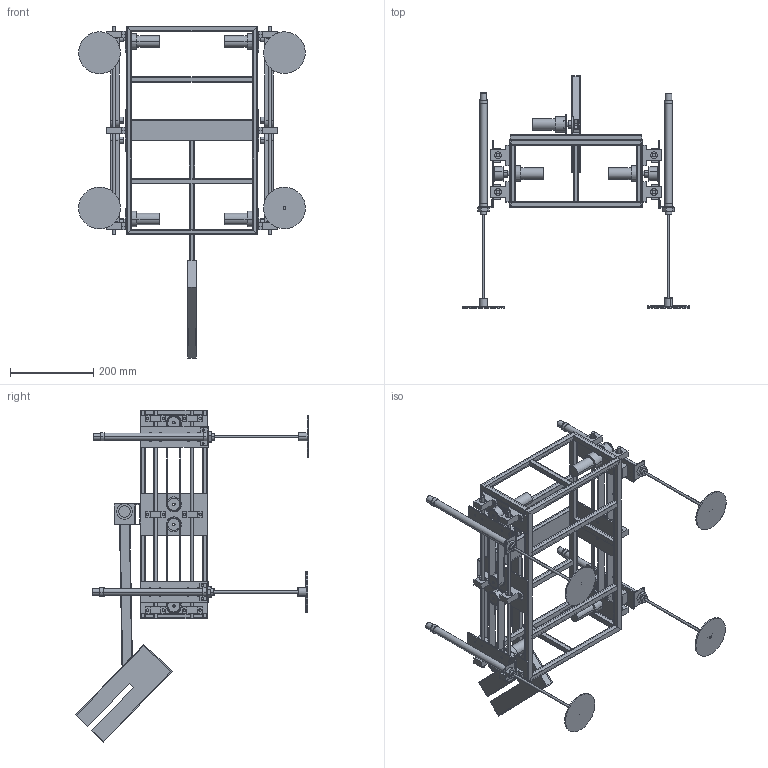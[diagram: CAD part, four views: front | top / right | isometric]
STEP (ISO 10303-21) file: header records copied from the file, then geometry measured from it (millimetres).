
FILE_DESCRIPTION (( 'STEP AP203' ), '1' );
FILE_NAME ('Assem1.STEP', '2019-02-19T13:23:05', ( '' ), ( '' ), 'SwSTEP 2.0', 'SolidWorks 2016', '' );
FILE_SCHEMA (( 'CONFIG_CONTROL_DESIGN' ));
Length unit declared in the file: millimetre
Products named in the file (28): 289 sec; 136; Assem2; motor vfor raise; piston shaft; piston plate; 500mm; L plate; mounting plate; gerege cover; Assem1; 400mm; linear slider; 270 sect 1 _0.5; shaft; piston nut; plate for pulley; plate for raise; timingbelt; hub for raise; pulley; bearing1122; motor; 289mm truss; assem 2; hub1; piston mounting bracket; body
Assembly tree (99 placements, depth 3):
  Assem1
    500mm  x4
    400mm  x4
    shaft  x4
    mounting plate  x4
    motor  x4
    plate for pulley  x2
    pulley  x8
    linear slider  x8
    piston plate  x4
    piston mounting bracket  x4
    piston nut  x4
    timingbelt  x4
    L plate  x4
    136  x8
    289mm truss  x4
    bearing1122  x12
    hub1  x4
    assem 2
      289 sec
      plate for raise
      motor vfor raise
      hub for raise
      270 sect 1 _0.5
      gerege cover
    Assem2  x4
      body
      piston shaft
Bounding box: 543 x 557.02 x 795.3 mm (x, y, z)
Volume: 2315768.4 mm3; surface area: 1471385.2 mm2
Topology: 100 solids, 100 shells, 1448 faces, 3514 edges, 2332 vertices
Faces by surface type: plane 816, cylinder 632
Entity records: 16002 total; most frequent: DIRECTION 2104, CARTESIAN_POINT 1887, ORIENTED_EDGE 1708, EDGE_CURVE 854, AXIS2_PLACEMENT_3D 785, VERTEX_POINT 568, VECTOR 534, LINE 534
